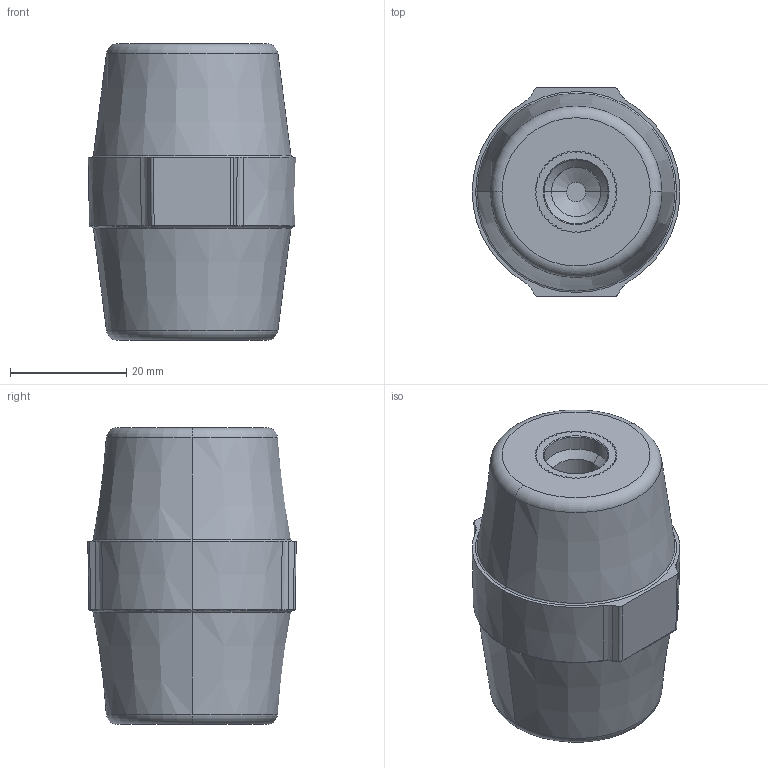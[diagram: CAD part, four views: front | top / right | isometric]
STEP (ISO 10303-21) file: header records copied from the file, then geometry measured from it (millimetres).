
FILE_DESCRIPTION (( 'STEP AP214' ), '1' );
FILE_NAME ('YIS11-51-10-K05 Èçîëÿòîð îïîðíûé SM51 (Ì10) IEK.STEP', '2024-06-18T11:02:51', ( '' ), ( '' ), 'SwSTEP 2.0', 'SolidWorks 2022', '' );
FILE_SCHEMA (( 'AUTOMOTIVE_DESIGN' ));
Length unit declared in the file: millimetre
Products named in the file (4): M10X20XD14_GAIKA_ZAKLADNAJA.stp; YIS11-51-10-K05 Изолятор опорный SM51 (М10) IEK; MH-51-001_01_IZOLJATOR_OPORN.stp; mh-51-001_izol_oporn_m10x20xd14_asm.stp
Assembly tree (4 placements, depth 3):
  YIS11-51-10-K05 Изолятор опорный SM51 (М10) IEK
    mh-51-001_izol_oporn_m10x20xd14_asm.stp
      MH-51-001_01_IZOLJATOR_OPORN.stp
      M10X20XD14_GAIKA_ZAKLADNAJA.stp  x2
Bounding box: 35.64 x 35.8 x 51 mm (x, y, z)
Volume: 40159.9 mm3; surface area: 12296.5 mm2
Topology: 3 solids, 3 shells, 2421 faces, 7139 edges, 4746 vertices
Faces by surface type: plane 1186, cylinder 1186, cone 23, torus 22, bspline 4
Entity records: 65789 total; most frequent: CARTESIAN_POINT 16281, ORIENTED_EDGE 10742, DIRECTION 10265, EDGE_CURVE 5371, VERTEX_POINT 3570, AXIS2_PLACEMENT_3D 3518, VECTOR 3229, LINE 3229
